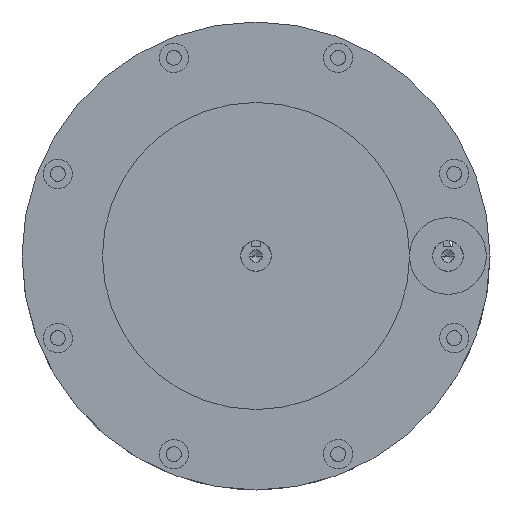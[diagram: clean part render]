
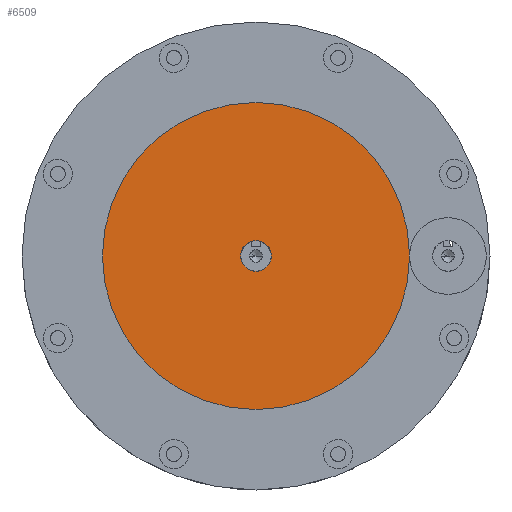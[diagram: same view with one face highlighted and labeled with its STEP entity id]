
A CAD part, front view. The second image highlights one B-rep face of the part: STEP entity #6509.
In plain terms, the highlighted planar face has unit normal (0, -1, 0).
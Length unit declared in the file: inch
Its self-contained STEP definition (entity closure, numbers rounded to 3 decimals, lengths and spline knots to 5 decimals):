
#313 = EDGE_CURVE ( 'NONE', #12768, #5807, #1130, .T. ) ;
#729 = AXIS2_PLACEMENT_3D ( 'NONE', #1864, #7768, #2857 ) ;
#880 = EDGE_LOOP ( 'NONE', ( #3084, #3121 ) ) ;
#1130 = CIRCLE ( 'NONE', #5110, 0.19685 ) ;
#1161 = ORIENTED_EDGE ( 'NONE', *, *, #5844, .T. ) ;
#1851 = CIRCLE ( 'NONE', #9169, 0.19685 ) ;
#1864 = CARTESIAN_POINT ( 'NONE',  ( 0., 0., 0. ) ) ;
#1919 = CARTESIAN_POINT ( 'NONE',  ( 0., 0., -0.19685 ) ) ;
#1964 = DIRECTION ( 'NONE',  ( 0., 1., 0. ) ) ;
#2167 = CARTESIAN_POINT ( 'NONE',  ( 0., 0., 1.9685 ) ) ;
#2714 = PLANE ( 'NONE',  #5024 ) ;
#2857 = DIRECTION ( 'NONE',  ( 0., 0., 1. ) ) ;
#3084 = ORIENTED_EDGE ( 'NONE', *, *, #9221, .F. ) ;
#3121 = ORIENTED_EDGE ( 'NONE', *, *, #4710, .F. ) ;
#3130 = CARTESIAN_POINT ( 'NONE',  ( 0., 0., 0. ) ) ;
#3567 = DIRECTION ( 'NONE',  ( 0., 1., 0. ) ) ;
#3570 = DIRECTION ( 'NONE',  ( 0., 0., 1. ) ) ;
#3681 = CARTESIAN_POINT ( 'NONE',  ( 0., 0., 0. ) ) ;
#3918 = CIRCLE ( 'NONE', #8932, 1.9685 ) ;
#4628 = CARTESIAN_POINT ( 'NONE',  ( 0., 0., -1.9685 ) ) ;
#4710 = EDGE_CURVE ( 'NONE', #7616, #10184, #3918, .T. ) ;
#4882 = DIRECTION ( 'NONE',  ( 0., 1., 0. ) ) ;
#4933 = CIRCLE ( 'NONE', #729, 1.9685 ) ;
#5024 = AXIS2_PLACEMENT_3D ( 'NONE', #9508, #3567, #10638 ) ;
#5110 = AXIS2_PLACEMENT_3D ( 'NONE', #3681, #1964, #8836 ) ;
#5807 = VERTEX_POINT ( 'NONE', #10698 ) ;
#5844 = EDGE_CURVE ( 'NONE', #5807, #12768, #1851, .T. ) ;
#6509 = ADVANCED_FACE ( 'NONE', ( #7814, #11812 ), #2714, .F. ) ;
#7616 = VERTEX_POINT ( 'NONE', #2167 ) ;
#7768 = DIRECTION ( 'NONE',  ( 0., 1., 0. ) ) ;
#7814 = FACE_OUTER_BOUND ( 'NONE', #880, .T. ) ;
#8836 = DIRECTION ( 'NONE',  ( 0., 0., 1. ) ) ;
#8932 = AXIS2_PLACEMENT_3D ( 'NONE', #3130, #11115, #12824 ) ;
#9169 = AXIS2_PLACEMENT_3D ( 'NONE', #10833, #4882, #3570 ) ;
#9221 = EDGE_CURVE ( 'NONE', #10184, #7616, #4933, .T. ) ;
#9508 = CARTESIAN_POINT ( 'NONE',  ( 0., 0., 0. ) ) ;
#9762 = EDGE_LOOP ( 'NONE', ( #11594, #1161 ) ) ;
#10184 = VERTEX_POINT ( 'NONE', #4628 ) ;
#10638 = DIRECTION ( 'NONE',  ( 0., 0., 1. ) ) ;
#10698 = CARTESIAN_POINT ( 'NONE',  ( 0., 0., 0.19685 ) ) ;
#10833 = CARTESIAN_POINT ( 'NONE',  ( 0., 0., 0. ) ) ;
#11115 = DIRECTION ( 'NONE',  ( 0., 1., 0. ) ) ;
#11594 = ORIENTED_EDGE ( 'NONE', *, *, #313, .T. ) ;
#11812 = FACE_BOUND ( 'NONE', #9762, .T. ) ;
#12768 = VERTEX_POINT ( 'NONE', #1919 ) ;
#12824 = DIRECTION ( 'NONE',  ( 0., 0., 1. ) ) ;
